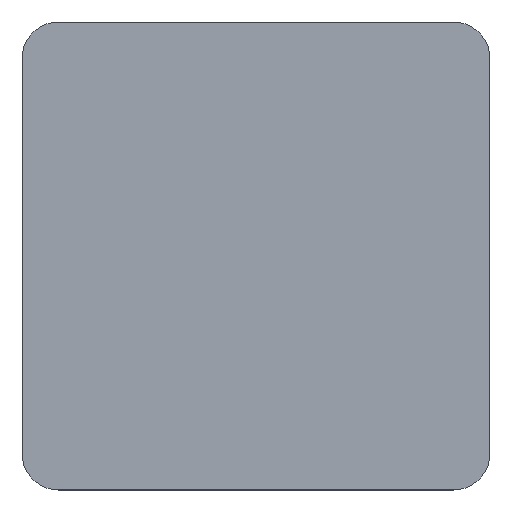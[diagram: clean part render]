
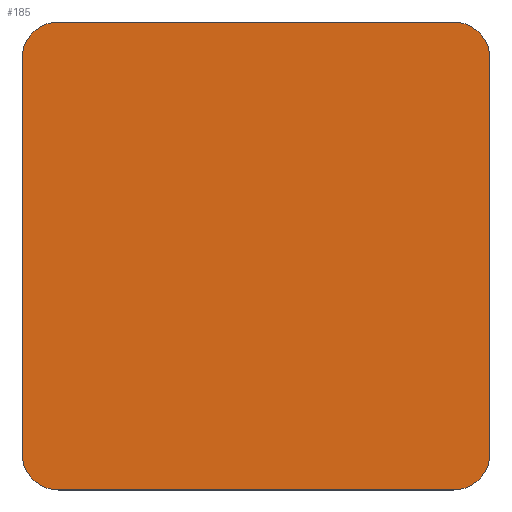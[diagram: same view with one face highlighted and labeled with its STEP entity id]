
A CAD part, top view. The second image highlights one B-rep face of the part: STEP entity #185.
In plain terms, the highlighted planar face has unit normal (0, 0, 1).
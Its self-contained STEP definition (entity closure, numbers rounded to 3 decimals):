
#31=FACE_OUTER_BOUND($,#41,.T.);
#41=EDGE_LOOP($,(#162,#163,#164,#165,#166,#167,#168,#169));
#47=LINE($,#283,#63);
#51=LINE($,#292,#67);
#54=LINE($,#303,#70);
#57=LINE($,#310,#73);
#63=VECTOR($,#226,20.011);
#67=VECTOR($,#236,20.011);
#70=VECTOR($,#249,20.011);
#73=VECTOR($,#258,20.011);
#78=CIRCLE($,#196,1.844);
#79=CIRCLE($,#199,1.844);
#80=CIRCLE($,#201,1.844);
#81=CIRCLE($,#204,1.844);
#90=VERTEX_POINT($,#280);
#91=VERTEX_POINT($,#282);
#92=VERTEX_POINT($,#286);
#93=VERTEX_POINT($,#290);
#94=VERTEX_POINT($,#294);
#95=VERTEX_POINT($,#298);
#96=VERTEX_POINT($,#302);
#97=VERTEX_POINT($,#306);
#107=EDGE_CURVE($,#91,#90,#47,.T.);
#110=EDGE_CURVE($,#90,#92,#78,.T.);
#112=EDGE_CURVE($,#92,#93,#51,.T.);
#114=EDGE_CURVE($,#93,#94,#79,.T.);
#115=EDGE_CURVE($,#95,#91,#80,.T.);
#117=EDGE_CURVE($,#96,#95,#54,.T.);
#119=EDGE_CURVE($,#97,#96,#81,.T.);
#121=EDGE_CURVE($,#94,#97,#57,.T.);
#162=ORIENTED_EDGE($,*,*,#110,.T.);
#163=ORIENTED_EDGE($,*,*,#112,.T.);
#164=ORIENTED_EDGE($,*,*,#114,.T.);
#165=ORIENTED_EDGE($,*,*,#121,.T.);
#166=ORIENTED_EDGE($,*,*,#119,.T.);
#167=ORIENTED_EDGE($,*,*,#117,.T.);
#168=ORIENTED_EDGE($,*,*,#115,.T.);
#169=ORIENTED_EDGE($,*,*,#107,.T.);
#175=PLANE($,#206);
#185=ADVANCED_FACE($,(#31),#175,.T.);
#196=AXIS2_PLACEMENT_3D($,#288,#231,#232);
#199=AXIS2_PLACEMENT_3D($,#296,#240,#241);
#201=AXIS2_PLACEMENT_3D($,#299,#244,#245);
#204=AXIS2_PLACEMENT_3D($,#307,#253,#254);
#206=AXIS2_PLACEMENT_3D($,#311,#259,#260);
#226=DIRECTION($,(0.,-1.,0.));
#231=DIRECTION('center_axis',(0.,0.,1.));
#232=DIRECTION('ref_axis',(-1.,0.,0.));
#236=DIRECTION($,(1.,0.,0.));
#240=DIRECTION('center_axis',(0.,0.,1.));
#241=DIRECTION('ref_axis',(0.,-1.,0.));
#244=DIRECTION('center_axis',(0.,0.,1.));
#245=DIRECTION('ref_axis',(0.,1.,0.));
#249=DIRECTION($,(-1.,0.,0.));
#253=DIRECTION('center_axis',(0.,0.,1.));
#254=DIRECTION('ref_axis',(1.,0.,0.));
#258=DIRECTION($,(0.,1.,0.));
#259=DIRECTION('center_axis',(0.,0.,1.));
#260=DIRECTION('ref_axis',(1.,0.,0.));
#280=CARTESIAN_POINT('',(-11.85,-10.006,46.8));
#282=CARTESIAN_POINT('',(-11.85,10.006,46.8));
#283=CARTESIAN_POINT($,(-11.85,-5.003,46.8));
#286=CARTESIAN_POINT('',(-10.006,-11.85,46.8));
#288=CARTESIAN_POINT('Origin',(-10.006,-10.006,46.8));
#290=CARTESIAN_POINT('',(10.006,-11.85,46.8));
#292=CARTESIAN_POINT($,(5.003,-11.85,46.8));
#294=CARTESIAN_POINT('',(11.85,-10.006,46.8));
#296=CARTESIAN_POINT('Origin',(10.006,-10.006,46.8));
#298=CARTESIAN_POINT('',(-10.006,11.85,46.8));
#299=CARTESIAN_POINT('Origin',(-10.006,10.006,46.8));
#302=CARTESIAN_POINT('',(10.006,11.85,46.8));
#303=CARTESIAN_POINT($,(-5.003,11.85,46.8));
#306=CARTESIAN_POINT('',(11.85,10.006,46.8));
#307=CARTESIAN_POINT('Origin',(10.006,10.006,46.8));
#310=CARTESIAN_POINT($,(11.85,5.003,46.8));
#311=CARTESIAN_POINT('Origin',(0.,0.,
46.8));
